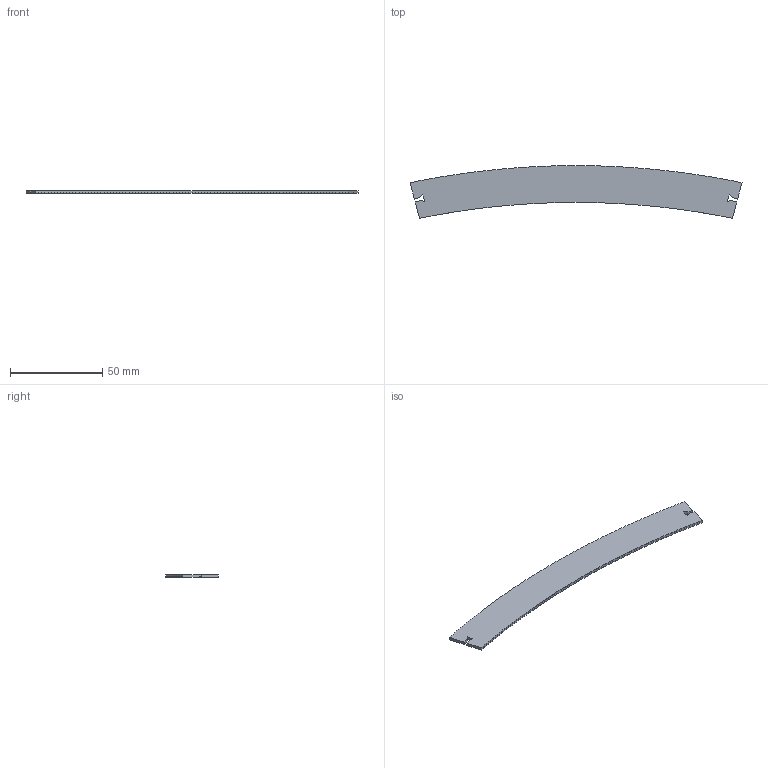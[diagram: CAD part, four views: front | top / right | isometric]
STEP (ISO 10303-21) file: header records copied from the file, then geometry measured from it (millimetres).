
FILE_DESCRIPTION(('KiCad electronic assembly'),'2;1');
FILE_NAME('strutA.step','2018-11-23T22:50:46',('An Author'),('A Company' ),'Open CASCADE STEP processor 6.9','KiCad to STEP converter', 'Unknown');
FILE_SCHEMA(('AUTOMOTIVE_DESIGN { 1 0 10303 214 1 1 1 1 }'));
Length unit declared in the file: millimetre
Products named in the file (2): Open CASCADE STEP translator 6.9 1; SOLID
Assembly tree (1 placements, depth 2):
  Open CASCADE STEP translator 6.9 1
    SOLID
Bounding box: 179.96 x 28.59 x 1.6 mm (x, y, z)
Volume: 5587.7 mm3; surface area: 7651.5 mm2
Topology: 1 solids, 1 shells, 216 faces, 642 edges, 428 vertices
Faces by surface type: plane 216
Entity records: 15479 total; most frequent: CARTESIAN_POINT 2572, DIRECTION 2362, LINE 1926, VECTOR 1926, ORIENTED_EDGE 1284, PCURVE 1284, DEFINITIONAL_REPRESENTATION 1284, EDGE_CURVE 642
